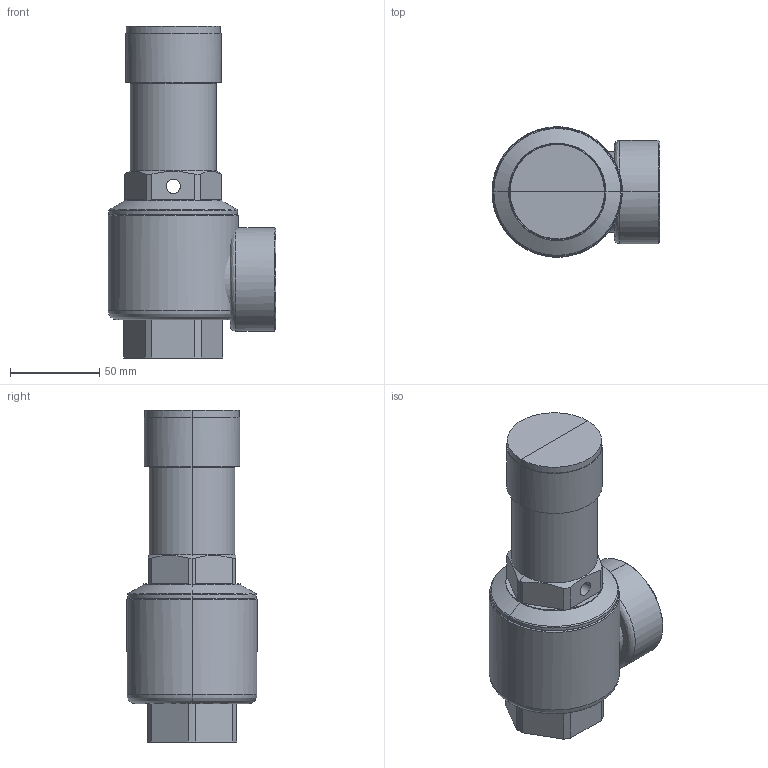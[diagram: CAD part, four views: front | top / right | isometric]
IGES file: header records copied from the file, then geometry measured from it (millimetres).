
Global section: file name: 527740 (IGS); native system: Autodesk Inventor 2014; preprocessor: unknown; author: ufftec; date: 20170904.081554; units: millimetre
Bounding box: 94 x 72.87 x 186 mm (x, y, z)
Volume: 576388.6 mm3; surface area: 73658.5 mm2
Topology: 4 solids, 4 shells, 89 faces, 214 edges, 134 vertices
Faces by surface type: bspline 89
